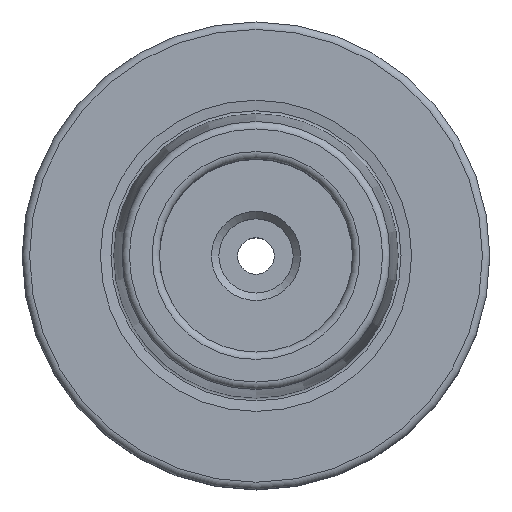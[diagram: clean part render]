
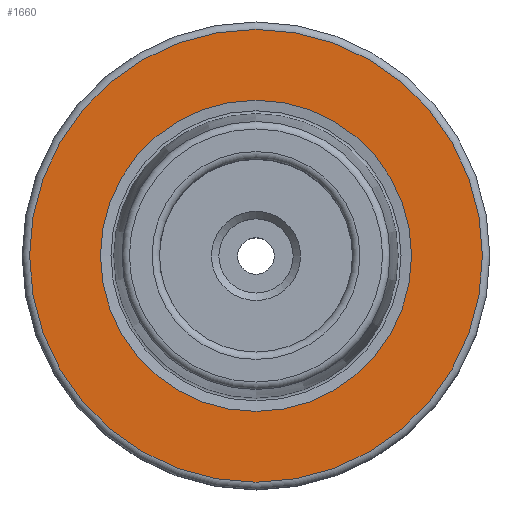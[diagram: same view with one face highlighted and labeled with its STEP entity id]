
A CAD part, top view. The second image highlights one B-rep face of the part: STEP entity #1660.
In plain terms, the highlighted planar face has unit normal (0, 0, 1).
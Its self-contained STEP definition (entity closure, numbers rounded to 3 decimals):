
#337=PLANE('',#3277);
#408=CIRCLE('',#3278,20.955);
#409=CIRCLE('',#3279,30.5);
#518=VERTEX_POINT('',#2443);
#519=VERTEX_POINT('',#2445);
#723=EDGE_CURVE('',#518,#518,#408,.T.);
#724=EDGE_CURVE('',#519,#519,#409,.F.);
#939=ORIENTED_EDGE('',*,*,#723,.F.);
#940=ORIENTED_EDGE('',*,*,#724,.T.);
#1305=EDGE_LOOP('',(#939));
#1306=EDGE_LOOP('',(#940));
#1494=FACE_BOUND('',#1305,.T.);
#1495=FACE_BOUND('',#1306,.T.);
#1660=ADVANCED_FACE('',(#1494,#1495),#337,.T.);
#1892=DIRECTION('',(0.,0.,1.));
#1893=DIRECTION('',(0.,0.,1.));
#1894=DIRECTION('',(0.,-20.955,0.));
#1895=DIRECTION('',(0.,0.,-1.));
#1896=DIRECTION('',(0.,30.5,0.));
#2441=CARTESIAN_POINT('',(-30.861,-30.866,-4.104));
#2442=CARTESIAN_POINT('',(0.005,0.,-4.104));
#2443=CARTESIAN_POINT('',(0.005,-20.955,-4.104));
#2444=CARTESIAN_POINT('',(0.005,0.,-4.104));
#2445=CARTESIAN_POINT('',(0.005,30.5,-4.104));
#3277=AXIS2_PLACEMENT_3D('',#2441,#1892,$);
#3278=AXIS2_PLACEMENT_3D('',#2442,#1893,#1894);
#3279=AXIS2_PLACEMENT_3D('',#2444,#1895,#1896);
